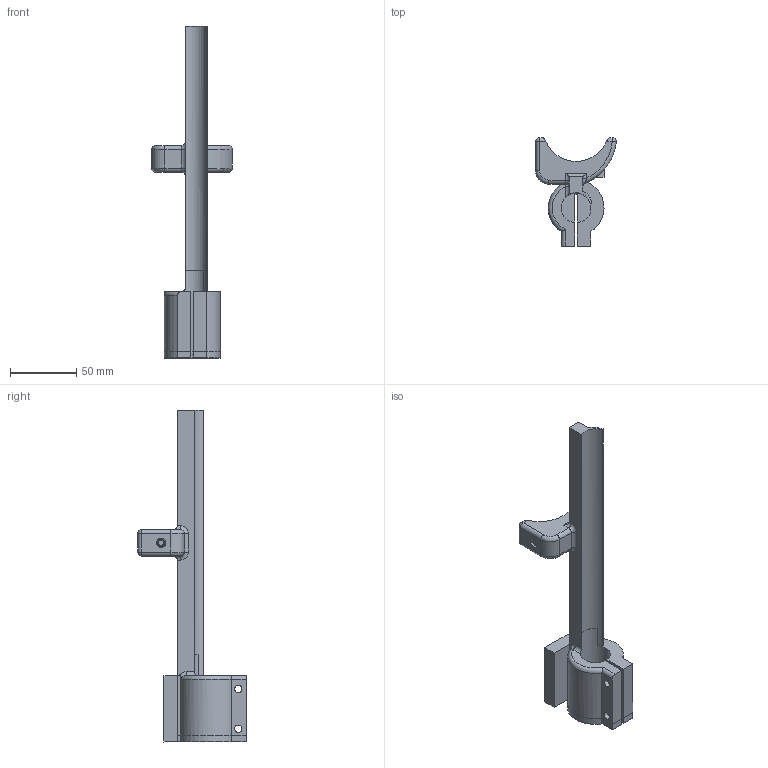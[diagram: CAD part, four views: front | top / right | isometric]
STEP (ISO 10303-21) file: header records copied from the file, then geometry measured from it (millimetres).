
FILE_DESCRIPTION(/* description */ (''),/* implementation_level */ '2;1');
FILE_NAME(/* name */ 'Universal Drill Mount.step',/* time_stamp */ '2022-02-16T11:22:39+01:00',/* author */ (''),/* organization */ (''),/* preprocessor_version */ 'ST-DEVELOPER v18.1',/* originating_system */ 'Autodesk Translation Framework v10.13.0.1454',/* authorisation */ '');
FILE_SCHEMA (('AUTOMOTIVE_DESIGN { 1 0 10303 214 3 1 1 }'));
Length unit declared in the file: millimetre
Products named in the file (1): Universal Drill Mount
Bounding box: 60.82 x 81.65 x 250.01 mm (x, y, z)
Volume: 138946 mm3; surface area: 45454.7 mm2
Topology: 2 solids, 2 shells, 136 faces, 361 edges, 230 vertices
Faces by surface type: cylinder 73, plane 46, torus 7, bspline 5, sphere 4, cone 1
Full cylindrical faces by diameter (mm): 4.234 x8, 5.12 x4, 5.5 x4
Entity records: 6552 total; most frequent: CARTESIAN_POINT 3255, ORIENTED_EDGE 722, DIRECTION 619, EDGE_CURVE 361, VERTEX_POINT 230, AXIS2_PLACEMENT_3D 217, LINE 185, VECTOR 185
